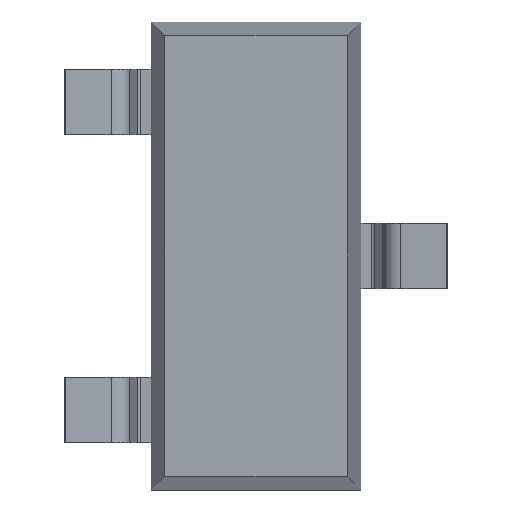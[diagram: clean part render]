
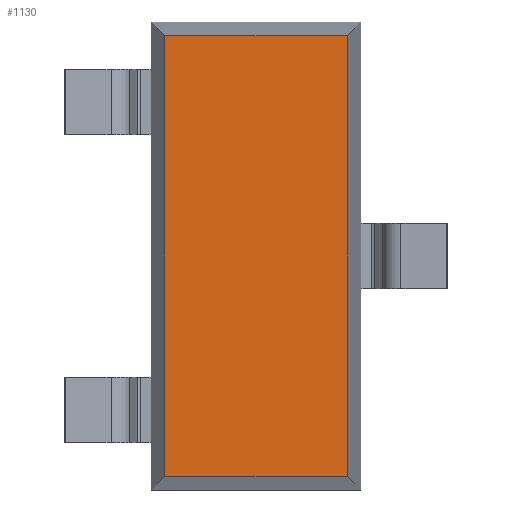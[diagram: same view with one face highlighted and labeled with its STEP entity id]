
A CAD part, front view. The second image highlights one B-rep face of the part: STEP entity #1130.
In plain terms, the highlighted planar face has unit normal (0, -1, 0).
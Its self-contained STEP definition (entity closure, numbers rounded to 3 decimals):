
#65 = ORIENTED_EDGE ( 'NONE', *, *, #1054, .T. ) ;
#128 = VERTEX_POINT ( 'NONE', #1707 ) ;
#142 = VECTOR ( 'NONE', #1557, 1000. ) ;
#253 = VERTEX_POINT ( 'NONE', #1013 ) ;
#324 = ORIENTED_EDGE ( 'NONE', *, *, #1190, .T. ) ;
#377 = DIRECTION ( 'NONE',  ( 1., 0., 0. ) ) ;
#519 = ORIENTED_EDGE ( 'NONE', *, *, #709, .T. ) ;
#549 = CARTESIAN_POINT ( 'NONE',  ( 0.566, 0.1, -1.45 ) ) ;
#639 = FACE_OUTER_BOUND ( 'NONE', #1046, .T. ) ;
#709 = EDGE_CURVE ( 'NONE', #253, #1166, #890, .T. ) ;
#719 = VECTOR ( 'NONE', #377, 1000. ) ;
#725 = DIRECTION ( 'NONE',  ( 0., -1., 0. ) ) ;
#742 = VECTOR ( 'NONE', #1619, 1000. ) ;
#758 = LINE ( 'NONE', #549, #142 ) ;
#778 = CARTESIAN_POINT ( 'NONE',  ( 0.566, 0.1, 1.366 ) ) ;
#823 = PLANE ( 'NONE',  #1385 ) ;
#854 = VERTEX_POINT ( 'NONE', #778 ) ;
#881 = CARTESIAN_POINT ( 'NONE',  ( 0.566, 0.1, -1.366 ) ) ;
#890 = LINE ( 'NONE', #977, #719 ) ;
#977 = CARTESIAN_POINT ( 'NONE',  ( -0.65, 0.1, -1.366 ) ) ;
#1013 = CARTESIAN_POINT ( 'NONE',  ( -0.566, 0.1, -1.366 ) ) ;
#1023 = VECTOR ( 'NONE', #1299, 1000. ) ;
#1046 = EDGE_LOOP ( 'NONE', ( #519, #65, #324, #1877 ) ) ;
#1054 = EDGE_CURVE ( 'NONE', #1166, #854, #758, .T. ) ;
#1130 = ADVANCED_FACE ( 'NONE', ( #639 ), #823, .T. ) ;
#1166 = VERTEX_POINT ( 'NONE', #881 ) ;
#1190 = EDGE_CURVE ( 'NONE', #854, #128, #1276, .T. ) ;
#1230 = LINE ( 'NONE', #1785, #742 ) ;
#1275 = EDGE_CURVE ( 'NONE', #128, #253, #1230, .T. ) ;
#1276 = LINE ( 'NONE', #1731, #1023 ) ;
#1299 = DIRECTION ( 'NONE',  ( -1., 0., 0. ) ) ;
#1385 = AXIS2_PLACEMENT_3D ( 'NONE', #1413, #725, #1446 ) ;
#1413 = CARTESIAN_POINT ( 'NONE',  ( 0., 0.1, 0. ) ) ;
#1446 = DIRECTION ( 'NONE',  ( 0., 0., -1. ) ) ;
#1557 = DIRECTION ( 'NONE',  ( 0., 0., 1. ) ) ;
#1619 = DIRECTION ( 'NONE',  ( 0., 0., -1. ) ) ;
#1707 = CARTESIAN_POINT ( 'NONE',  ( -0.566, 0.1, 1.366 ) ) ;
#1731 = CARTESIAN_POINT ( 'NONE',  ( 0.65, 0.1, 1.366 ) ) ;
#1785 = CARTESIAN_POINT ( 'NONE',  ( -0.566, 0.1, 1.45 ) ) ;
#1877 = ORIENTED_EDGE ( 'NONE', *, *, #1275, .T. ) ;
